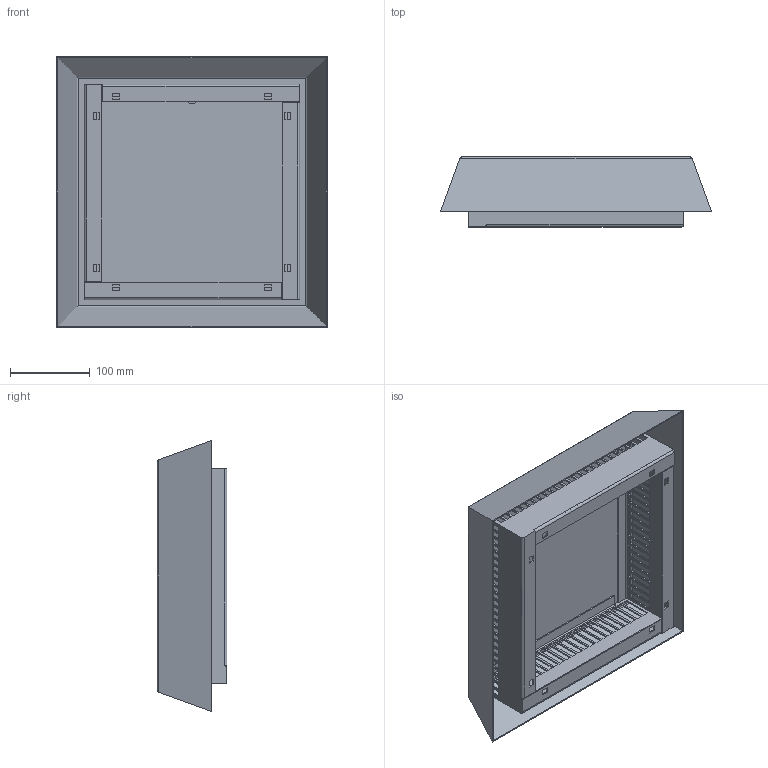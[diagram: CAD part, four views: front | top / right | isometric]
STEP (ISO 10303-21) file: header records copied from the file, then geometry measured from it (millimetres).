
FILE_DESCRIPTION(('STEP AP242'),'1');
FILE_NAME('outlet_grille_nsycac228rmf.stp','2019-06-29T03:42:17',('TraceParts'),('TraceParts S.A.'),'Spatial InterOp 3D',' ',' ');
FILE_SCHEMA(('AP242_MANAGED_MODEL_BASED_3D_ENGINEERING_MIM_LF {1 0 10303 442 1 1 4}'));
Length unit declared in the file: millimetre
Products named in the file (1): outlet_grille_nsycac228rmf
Bounding box: 340 x 87.5 x 340 mm (x, y, z)
Volume: 402780.4 mm3; surface area: 524341.1 mm2
Topology: 1 solids, 1 shells, 515 faces, 1514 edges, 1004 vertices
Faces by surface type: plane 491, cylinder 24
Entity records: 17257 total; most frequent: CARTESIAN_POINT 3082, ORIENTED_EDGE 3028, DIRECTION 2576, EDGE_CURVE 1514, LINE 1468, VECTOR 1468, VERTEX_POINT 1004, EDGE_LOOP 734
